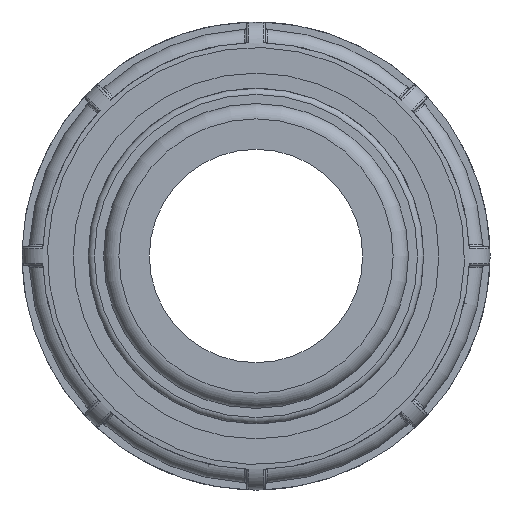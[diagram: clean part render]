
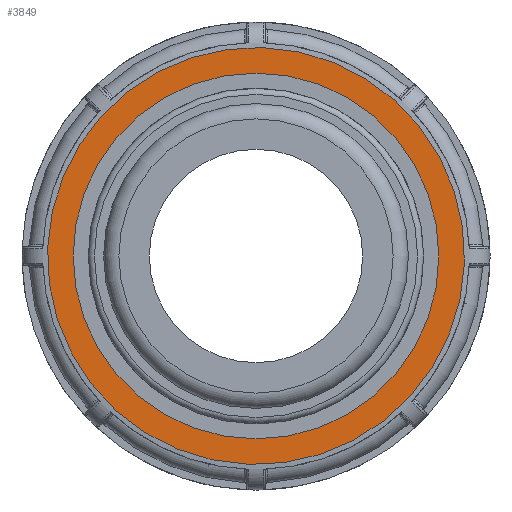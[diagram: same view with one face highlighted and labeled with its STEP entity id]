
A CAD part, left-side view. The second image highlights one B-rep face of the part: STEP entity #3849.
In plain terms, the highlighted planar face has unit normal (-1, 0, 0).
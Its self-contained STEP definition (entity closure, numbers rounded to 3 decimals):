
#69=FACE_BOUND('',#1117,.T.);
#144=PLANE('',#4239);
#877=FACE_OUTER_BOUND('',#1116,.T.);
#1116=EDGE_LOOP('',(#3579));
#1117=EDGE_LOOP('',(#3580));
#1398=CIRCLE('',#4049,32.7);
#1496=CIRCLE('',#4240,28.682);
#1731=VERTEX_POINT('',#6413);
#1885=VERTEX_POINT('',#8334);
#2190=EDGE_CURVE('',#1731,#1731,#1398,.T.);
#2460=EDGE_CURVE('',#1885,#1885,#1496,.T.);
#3579=ORIENTED_EDGE('',*,*,#2190,.F.);
#3580=ORIENTED_EDGE('',*,*,#2460,.T.);
#3849=ADVANCED_FACE('',(#877,#69),#144,.T.);
#4049=AXIS2_PLACEMENT_3D('',#6414,#4751,#4752);
#4239=AXIS2_PLACEMENT_3D('',#8333,#5225,#5226);
#4240=AXIS2_PLACEMENT_3D('',#8335,#5227,#5228);
#4751=DIRECTION('center_axis',(1.,0.,0.));
#4752=DIRECTION('ref_axis',(0.,0.,1.));
#5225=DIRECTION('center_axis',(-1.,0.,0.));
#5226=DIRECTION('ref_axis',(0.,0.,1.));
#5227=DIRECTION('center_axis',(1.,0.,0.));
#5228=DIRECTION('ref_axis',(0.,0.,-1.));
#6413=CARTESIAN_POINT('',(-90.405,24.137,22.061));
#6414=CARTESIAN_POINT('Origin',(-90.405,0.,0.));
#8333=CARTESIAN_POINT('Origin',(-90.405,33.462,0.));
#8334=CARTESIAN_POINT('',(-90.405,28.682,0.));
#8335=CARTESIAN_POINT('Origin',(-90.405,0.,0.));
